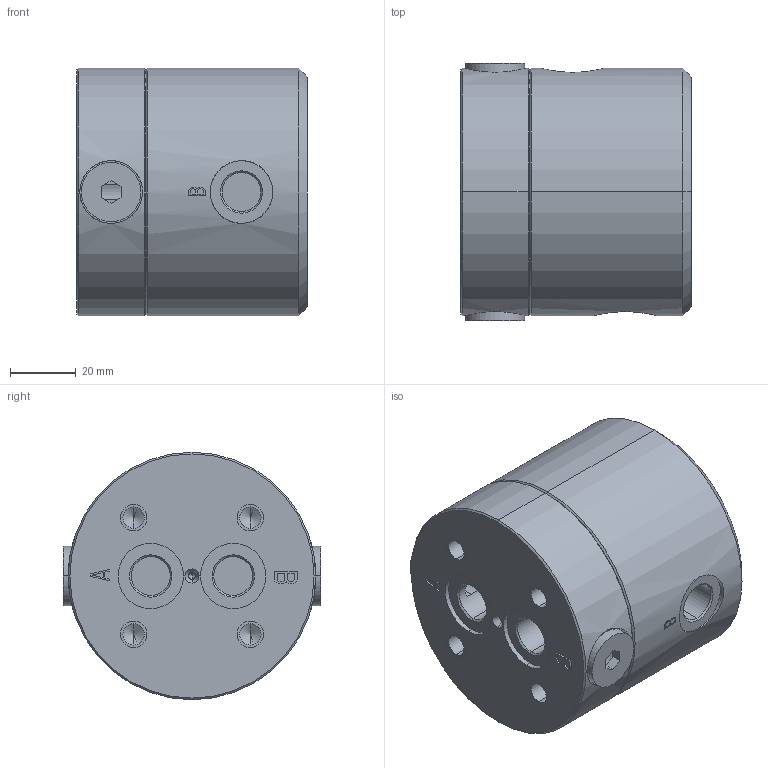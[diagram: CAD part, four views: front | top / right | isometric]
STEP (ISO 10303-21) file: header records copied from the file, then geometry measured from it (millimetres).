
FILE_DESCRIPTION((''),'2;1');
FILE_NAME('ILCMV43296200','2020-08-06T',('Mjust'),(''),'PRO/ENGINEER BY PARAMETRIC TECHNOLOGY CORPORATION, 2017170','PRO/ENGINEER BY PARAMETRIC TECHNOLOGY CORPORATION, 2017170','');
FILE_SCHEMA(('AUTOMOTIVE_DESIGN { 1 0 10303 214 1 1 1 1 }'));
Length unit declared in the file: inch
Products named in the file (1): ILCMV43296200
Bounding box: 70 x 77.99 x 75 mm (x, y, z)
Volume: 287669.6 mm3; surface area: 37152 mm2
Topology: 1 solids, 11 shells, 280 faces, 700 edges, 447 vertices
Faces by surface type: plane 151, cylinder 81, cone 48
Entity records: 10594 total; most frequent: CARTESIAN_POINT 1724, DIRECTION 1407, ORIENTED_EDGE 1316, PRESENTATION_STYLE_ASSIGNMENT 689, STYLED_ITEM 689, CURVE_STYLE 678, EDGE_CURVE 678, AXIS2_PLACEMENT_3D 492
